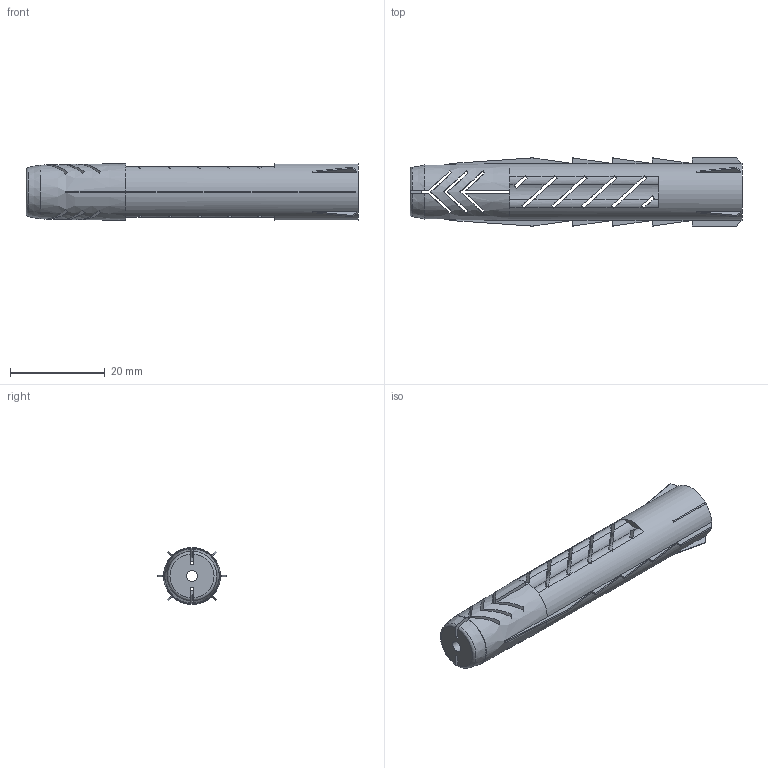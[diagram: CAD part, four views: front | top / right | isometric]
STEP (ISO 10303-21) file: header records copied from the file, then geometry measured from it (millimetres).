
FILE_DESCRIPTION(/* description */ ('STEP AP214'),/* implementation_level */ '2;1');
FILE_NAME(/* name */ 'BN 20052 3201343 plug 12x70',/* time_stamp */ '2022-10-20T13:26:08+02:00',/* author */ ('License CC BY-ND 4.0'),/* organization */ ('CADENAS'),/* preprocessor_version */ 'ST-DEVELOPER v18.102',/* originating_system */ 'PARTsolutions',/* authorisation */ ' ');
FILE_SCHEMA (('AUTOMOTIVE_DESIGN {1 0 10303 214 3 1 1}'));
Length unit declared in the file: millimetre
Products named in the file (1): BN 20052 3201343 plug 12x70
Bounding box: 70 x 14.4 x 11.98 mm (x, y, z)
Volume: 3831.6 mm3; surface area: 5356.5 mm2
Topology: 1 solids, 1 shells, 244 faces, 768 edges, 492 vertices
Faces by surface type: plane 137, cylinder 74, cone 29, torus 4
Full cylindrical faces by diameter (mm): 2.4 x1, 8.4 x1
Entity records: 8776 total; most frequent: DIRECTION 1644, CARTESIAN_POINT 1593, ORIENTED_EDGE 1522, EDGE_CURVE 761, AXIS2_PLACEMENT_3D 670, VERTEX_POINT 491, ELLIPSE 312, LINE 304
